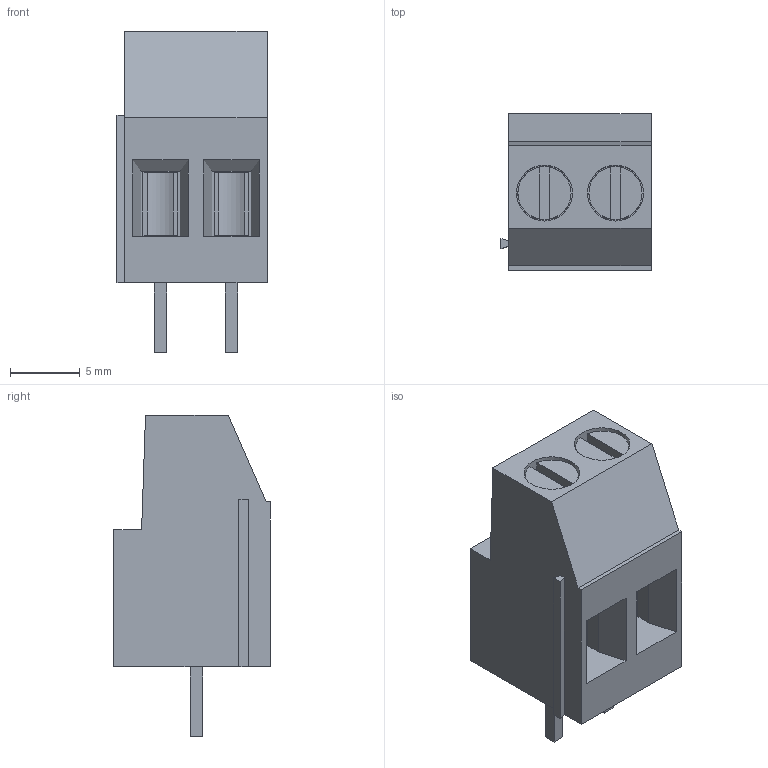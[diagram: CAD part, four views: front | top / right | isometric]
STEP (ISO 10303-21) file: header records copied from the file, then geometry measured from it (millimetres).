
FILE_DESCRIPTION(/* description */ ('model of TerminalBlock_Phoenix_MKDS-3-2-5.08_1x02_P5.08mm_Horizontal'),/* implementation_level */ '2;1');
FILE_NAME(/* name */ 'TerminalBlock_Phoenix_MKDS-3-2-5.08_1x02_P5.08mm_Horizontal.step',/* time_stamp */ '1970-01-01T00:00:00',/* author */ ('KiCAD','kicad'),/* organization */ ('OCCT'),/* preprocessor_version */ '',/* originating_system */ 'KiCAD',/* authorisation */ '');
FILE_SCHEMA(('AUTOMOTIVE_DESIGN { 1 0 10303 214 1 1 1 1 }'));
Length unit declared in the file: millimetre
Products named in the file (1): TerminalBlock_Phoenix_MKDS-3-2-5.08_1x02_P5.08mm_Horizontal
Bounding box: 10.73 x 11.2 x 23 mm (x, y, z)
Volume: 1521.9 mm3; surface area: 1811.5 mm2
Topology: 1 solids, 1 shells, 96 faces, 246 edges, 156 vertices
Faces by surface type: plane 86, bspline 6, cylinder 4
Full cylindrical faces by diameter (mm): 3.8 x2, 4 x2
Entity records: 1862 total; most frequent: ORIENTED_EDGE 396, EDGE_CURVE 246, CARTESIAN_POINT 243, LINE 168, VERTEX_POINT 156, FACE_BOUND 104, EDGE_LOOP 104, ADVANCED_FACE 96
